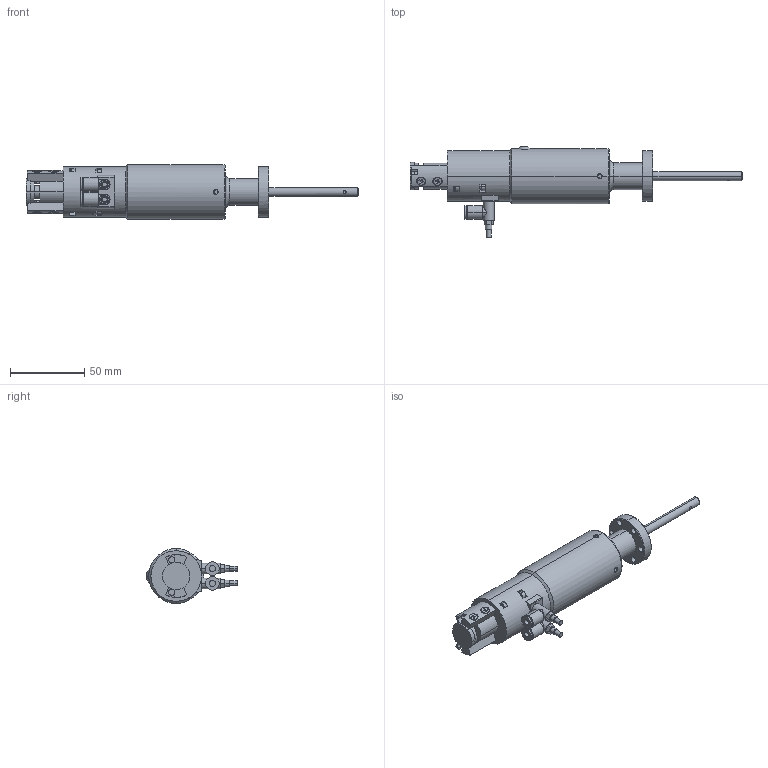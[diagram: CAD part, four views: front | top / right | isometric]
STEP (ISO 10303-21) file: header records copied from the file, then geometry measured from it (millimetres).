
FILE_DESCRIPTION (( 'STEP AP214' ), '1' );
FILE_NAME ('420MRB016-p.stp', '2017-03-16T10:55:12', ( '' ), ( '' ), 'SwSTEP 2.0', 'SolidWorks 2015', '' );
FILE_SCHEMA (( 'AUTOMOTIVE_DESIGN' ));
Length unit declared in the file: millimetre
Products named in the file (1): 420MRB016-p
Bounding box: 223.5 x 60.75 x 37 mm (x, y, z)
Volume: 132769.1 mm3; surface area: 33787.8 mm2
Topology: 14 solids, 19 shells, 883 faces, 2112 edges, 1316 vertices
Faces by surface type: plane 386, cylinder 240, cone 132, bspline 94, torus 29, sphere 2
Entity records: 39090 total; most frequent: CARTESIAN_POINT 9459, ORIENTED_EDGE 4160, DIRECTION 3936, EDGE_CURVE 2080, AXIS2_PLACEMENT_3D 1503, VERTEX_POINT 1316, EDGE_LOOP 1008, VECTOR 930
